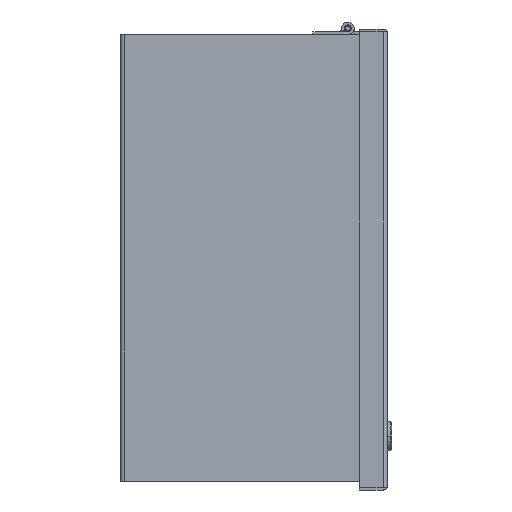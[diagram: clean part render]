
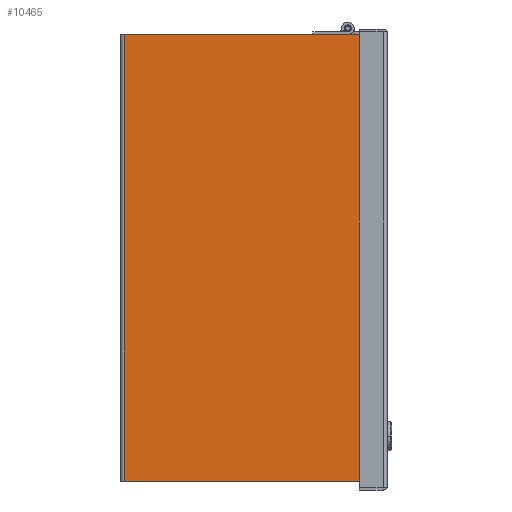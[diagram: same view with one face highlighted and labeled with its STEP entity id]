
A CAD part, front view. The second image highlights one B-rep face of the part: STEP entity #10465.
In plain terms, the highlighted face is planar.
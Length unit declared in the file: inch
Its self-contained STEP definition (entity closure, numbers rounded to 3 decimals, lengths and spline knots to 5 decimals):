
#570 = LINE ( 'NONE', #20378, #3290 ) ;
#896 = DIRECTION ( 'NONE',  ( 1., 0., 0. ) ) ;
#920 = VECTOR ( 'NONE', #25374, 39.37008 ) ;
#961 = CARTESIAN_POINT ( 'NONE',  ( -6., -0.0625, -8. ) ) ;
#1250 = VERTEX_POINT ( 'NONE', #16601 ) ;
#1259 = ORIENTED_EDGE ( 'NONE', *, *, #19421, .T. ) ;
#1690 = EDGE_CURVE ( 'NONE', #5621, #5806, #24397, .T. ) ;
#3290 = VECTOR ( 'NONE', #896, 39.37008 ) ;
#4289 = EDGE_LOOP ( 'NONE', ( #19579, #22558, #1259, #11110 ) ) ;
#4386 = EDGE_CURVE ( 'NONE', #5621, #1250, #570, .T. ) ;
#4604 = FACE_OUTER_BOUND ( 'NONE', #4289, .T. ) ;
#5621 = VERTEX_POINT ( 'NONE', #18007 ) ;
#5790 = LINE ( 'NONE', #23405, #920 ) ;
#5806 = VERTEX_POINT ( 'NONE', #10987 ) ;
#6128 = DIRECTION ( 'NONE',  ( 0., -1., 0. ) ) ;
#6171 = CARTESIAN_POINT ( 'NONE',  ( -6., -0.072, -8. ) ) ;
#6666 = VERTEX_POINT ( 'NONE', #21358 ) ;
#8647 = DIRECTION ( 'NONE',  ( 0., 0., -1. ) ) ;
#10465 = ADVANCED_FACE ( 'NONE', ( #4604 ), #12806, .T. ) ;
#10759 = VECTOR ( 'NONE', #6128, 39.37008 ) ;
#10987 = CARTESIAN_POINT ( 'NONE',  ( -6., -0.108, -8. ) ) ;
#11110 = ORIENTED_EDGE ( 'NONE', *, *, #4386, .F. ) ;
#12806 = PLANE ( 'NONE',  #19469 ) ;
#16601 = CARTESIAN_POINT ( 'NONE',  ( 6., -6.892, -8. ) ) ;
#17307 = VECTOR ( 'NONE', #23417, 39.37008 ) ;
#17411 = EDGE_CURVE ( 'NONE', #5806, #6666, #5790, .T. ) ;
#17536 = CARTESIAN_POINT ( 'NONE',  ( 6., -0.072, -8. ) ) ;
#18007 = CARTESIAN_POINT ( 'NONE',  ( -6., -6.892, -8. ) ) ;
#19421 = EDGE_CURVE ( 'NONE', #6666, #1250, #22995, .T. ) ;
#19469 = AXIS2_PLACEMENT_3D ( 'NONE', #961, #8647, #22570 ) ;
#19579 = ORIENTED_EDGE ( 'NONE', *, *, #1690, .T. ) ;
#20378 = CARTESIAN_POINT ( 'NONE',  ( 6., -6.892, -8. ) ) ;
#21358 = CARTESIAN_POINT ( 'NONE',  ( 6., -0.108, -8. ) ) ;
#22558 = ORIENTED_EDGE ( 'NONE', *, *, #17411, .T. ) ;
#22570 = DIRECTION ( 'NONE',  ( 0., 1., 0. ) ) ;
#22995 = LINE ( 'NONE', #17536, #10759 ) ;
#23405 = CARTESIAN_POINT ( 'NONE',  ( -6., -0.108, -8. ) ) ;
#23417 = DIRECTION ( 'NONE',  ( 0., 1., 0. ) ) ;
#24397 = LINE ( 'NONE', #6171, #17307 ) ;
#25374 = DIRECTION ( 'NONE',  ( 1., 0., 0. ) ) ;
